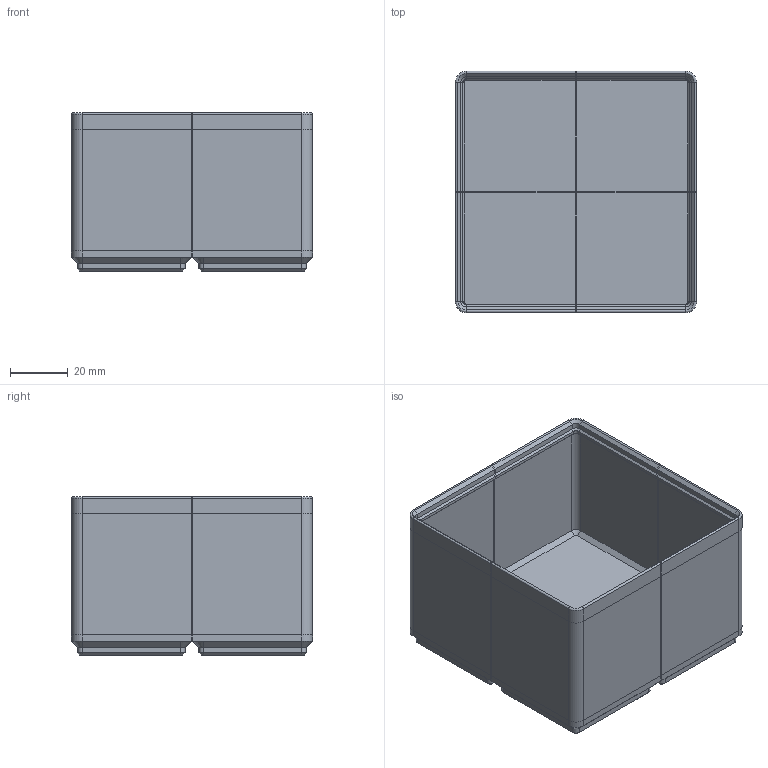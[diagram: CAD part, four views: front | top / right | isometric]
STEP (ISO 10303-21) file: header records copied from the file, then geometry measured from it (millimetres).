
FILE_DESCRIPTION(('STEP AP242'), '1');
FILE_NAME('assemblyBin2x2x42', '', ('UNSPECIFIED'), ('UNSPECIFIED'), 'C3D Converter', 'C3D Toolkit', '');
FILE_SCHEMA(('AP242_MANAGED_MODEL_BASED_3D_ENGINEERING_MIM_LF { 1 0 10303 442 1 1 4 }'));
Length unit declared in the file: millimetre
Assembly tree (25 placements, depth 2):
  (unnamed)
    (unnamed)  x4
    (unnamed)  x4
    (unnamed)
    (unnamed)  x4
    (unnamed)  x4
    (unnamed)  x4
    (unnamed)  x4
Bounding box: 83.5 x 83.5 x 54.79 mm (x, y, z)
Volume: 67454.8 mm3; surface area: 52652.3 mm2
Topology: 25 solids, 25 shells, 386 faces, 856 edges, 520 vertices
Faces by surface type: plane 282, cylinder 52, cone 48, torus 4
Entity records: 3593 total; most frequent: DIRECTION 514, CARTESIAN_POINT 486, ORIENTED_EDGE 446, EDGE_CURVE 223, LINE 186, VECTOR 186, AXIS2_PLACEMENT_3D 164, VERTEX_POINT 136
